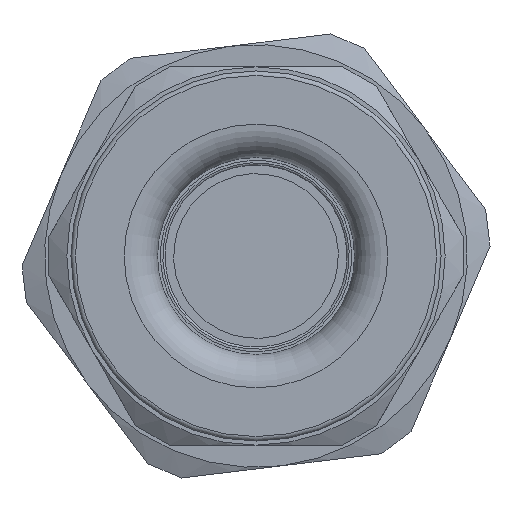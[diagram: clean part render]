
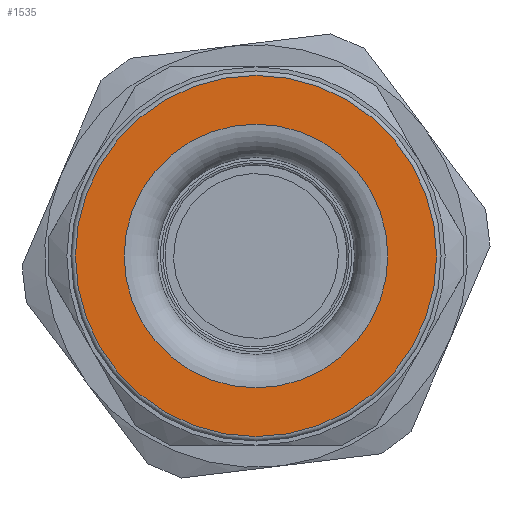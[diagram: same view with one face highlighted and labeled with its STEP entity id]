
A CAD part, left-side view. The second image highlights one B-rep face of the part: STEP entity #1535.
In plain terms, the highlighted planar face has unit normal (-1, 0, 0).
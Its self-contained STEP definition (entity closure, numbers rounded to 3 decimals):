
#223=PLANE('',#1732);
#266=FACE_BOUND('',#475,.T.);
#348=FACE_OUTER_BOUND('',#474,.T.);
#474=EDGE_LOOP('',(#1221));
#475=EDGE_LOOP('',(#1222));
#619=CIRCLE('',#1731,8.115);
#620=CIRCLE('',#1733,5.925);
#766=VERTEX_POINT('',#3437);
#767=VERTEX_POINT('',#3440);
#938=EDGE_CURVE('',#766,#766,#619,.T.);
#939=EDGE_CURVE('',#767,#767,#620,.T.);
#1221=ORIENTED_EDGE('',*,*,#938,.F.);
#1222=ORIENTED_EDGE('',*,*,#939,.T.);
#1535=ADVANCED_FACE('',(#348,#266),#223,.T.);
#1731=AXIS2_PLACEMENT_3D('',#3438,#2022,#2023);
#1732=AXIS2_PLACEMENT_3D('',#3439,#2024,#2025);
#1733=AXIS2_PLACEMENT_3D('',#3441,#2026,#2027);
#2022=DIRECTION('center_axis',(1.,0.,0.));
#2023=DIRECTION('ref_axis',(0.,-1.,0.));
#2024=DIRECTION('center_axis',(-1.,0.,0.));
#2025=DIRECTION('ref_axis',(0.,0.,1.));
#2026=DIRECTION('center_axis',(1.,0.,0.));
#2027=DIRECTION('ref_axis',(0.,0.,-1.));
#3437=CARTESIAN_POINT('',(-15.3,8.115,0.));
#3438=CARTESIAN_POINT('Origin',(-15.3,0.,0.));
#3439=CARTESIAN_POINT('Origin',(-15.3,8.315,0.));
#3440=CARTESIAN_POINT('',(-15.3,5.925,0.));
#3441=CARTESIAN_POINT('Origin',(-15.3,0.,0.));
